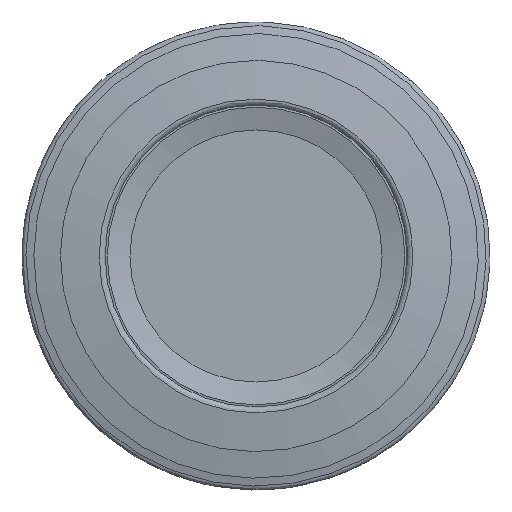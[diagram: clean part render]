
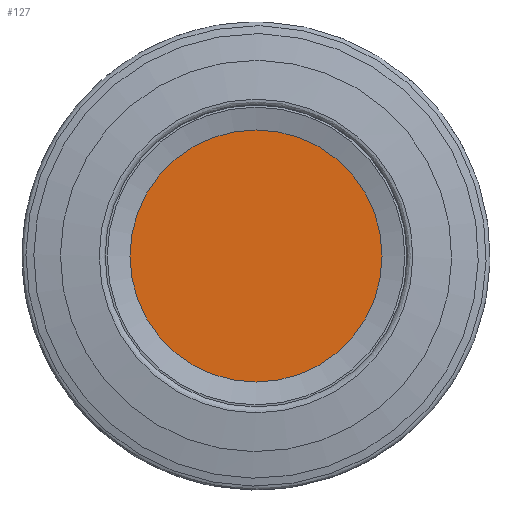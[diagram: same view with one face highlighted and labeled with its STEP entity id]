
A CAD part, left-side view. The second image highlights one B-rep face of the part: STEP entity #127.
In plain terms, the highlighted planar face has unit normal (-1, 0, 0).
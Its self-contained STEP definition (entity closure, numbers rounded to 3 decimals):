
#109=PLANE('',#401);
#111=FACE_OUTER_BOUND('',#217,.T.);
#127=ADVANCED_FACE('',(#111),#109,.T.);
#217=EDGE_LOOP('',(#269));
#269=ORIENTED_EDGE('',*,*,#329,.T.);
#303=VERTEX_POINT('',#522);
#329=EDGE_CURVE('',#303,#303,#355,.T.);
#355=CIRCLE('',#382,14.);
#382=AXIS2_PLACEMENT_3D('',#521,#422,#423);
#401=AXIS2_PLACEMENT_3D('',#549,#460,#461);
#422=DIRECTION('',(-1.,0.,0.));
#423=DIRECTION('',(0.,0.,1.));
#460=DIRECTION('',(-1.,0.,0.));
#461=DIRECTION('',(0.,0.,1.));
#521=CARTESIAN_POINT('',(1.2,0.,0.));
#522=CARTESIAN_POINT('',(1.2,0.,14.));
#549=CARTESIAN_POINT('',(1.2,0.,9.5));
